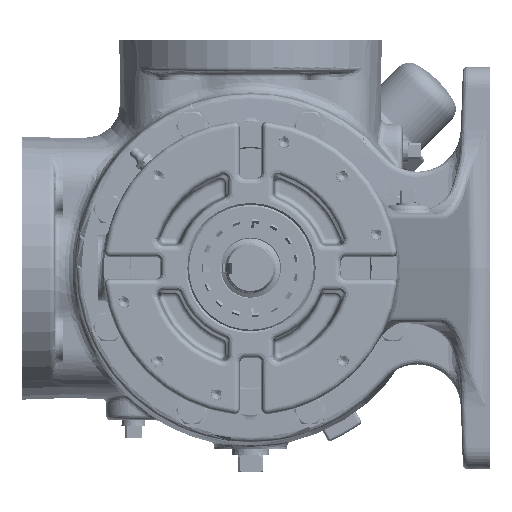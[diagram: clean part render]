
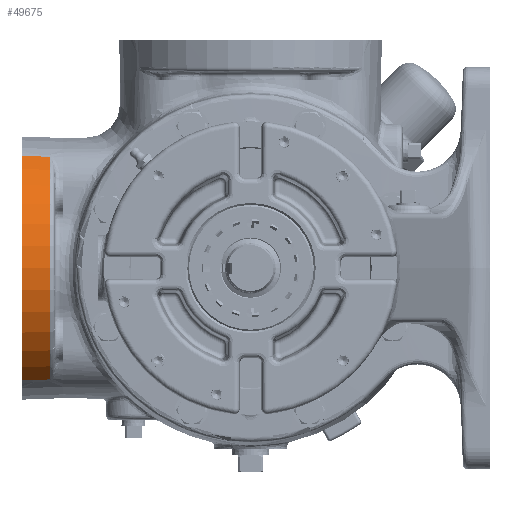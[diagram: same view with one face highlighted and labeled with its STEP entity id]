
A CAD part, left-side view. The second image highlights one B-rep face of the part: STEP entity #49675.
In plain terms, the highlighted conical face has half-angle 2 degrees and reference radius 76.351 mm.
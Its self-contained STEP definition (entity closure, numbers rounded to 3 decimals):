
#8605 = ORIENTED_EDGE ( 'NONE', *, *, #199802, .T. ) ;
#9478 = CARTESIAN_POINT ( 'NONE',  ( 31.653, 127.981, 65.269 ) ) ;
#11403 = AXIS2_PLACEMENT_3D ( 'NONE', #248903, #250414, #228905 ) ;
#13787 = AXIS2_PLACEMENT_3D ( 'NONE', #227533, #153868, #130842 ) ;
#17854 = CARTESIAN_POINT ( 'NONE',  ( 31.542, 133.35, -65.422 ) ) ;
#31436 = CONICAL_SURFACE ( 'NONE', #70673, 76.351, 0.035 ) ;
#32775 = ORIENTED_EDGE ( 'NONE', *, *, #174351, .T. ) ;
#49675 = ADVANCED_FACE ( 'Defeatured_0_4391', ( #112272 ), #31436, .T. ) ;
#58548 = CARTESIAN_POINT ( 'NONE',  ( 31.764, 122.611, 65.117 ) ) ;
#58578 = ORIENTED_EDGE ( 'NONE', *, *, #201607, .T. ) ;
#58674 = VERTEX_POINT ( 'NONE', #87541 ) ;
#60062 = CARTESIAN_POINT ( 'NONE',  ( 31.542, 133.35, 65.422 ) ) ;
#62390 = CARTESIAN_POINT ( 'NONE',  ( 31.653, 127.981, -65.269 ) ) ;
#70673 = AXIS2_PLACEMENT_3D ( 'NONE', #205982, #133779, #296632 ) ;
#83394 = ORIENTED_EDGE ( 'NONE', *, *, #122505, .F. ) ;
#87541 = CARTESIAN_POINT ( 'NONE',  ( 31.875, 117.242, 64.965 ) ) ;
#112272 = FACE_OUTER_BOUND ( 'NONE', #229368, .T. ) ;
#122505 = EDGE_CURVE ( 'NONE', #139036, #203325, #178178, .T. ) ;
#130842 = DIRECTION ( 'NONE',  ( -1., 0., 0. ) ) ;
#133779 = DIRECTION ( 'NONE',  ( 0., 1., 0. ) ) ;
#134538 = CARTESIAN_POINT ( 'NONE',  ( 31.764, 122.611, -65.117 ) ) ;
#136072 = CARTESIAN_POINT ( 'NONE',  ( 31.875, 117.242, -64.965 ) ) ;
#139036 = VERTEX_POINT ( 'NONE', #258485 ) ;
#153868 = DIRECTION ( 'NONE',  ( 0., 1., 0. ) ) ;
#174351 = EDGE_CURVE ( 'NONE', #58674, #203325, #198578, .T. ) ;
#178178 = CIRCLE ( 'NONE', #11403, 76.2 ) ;
#198578 = B_SPLINE_CURVE_WITH_KNOTS ( 'NONE', 3,
 ( #242885, #58548, #9478, #60062 ),
 .UNSPECIFIED., .F., .F.,
 ( 4, 4 ),
 ( 0., 0.016 ),
 .UNSPECIFIED. ) ;
#199802 = EDGE_CURVE ( 'NONE', #139036, #229394, #224529, .T. ) ;
#201607 = EDGE_CURVE ( 'NONE', #229394, #58674, #288483, .T. ) ;
#203325 = VERTEX_POINT ( 'NONE', #251022 ) ;
#205982 = CARTESIAN_POINT ( 'NONE',  ( 70.612, 137.668, 0. ) ) ;
#224529 = B_SPLINE_CURVE_WITH_KNOTS ( 'NONE', 3,
 ( #17854, #62390, #134538, #136072 ),
 .UNSPECIFIED., .F., .F.,
 ( 4, 4 ),
 ( 0.004, 0.02 ),
 .UNSPECIFIED. ) ;
#227533 = CARTESIAN_POINT ( 'NONE',  ( 70.612, 117.242, 0. ) ) ;
#228905 = DIRECTION ( 'NONE',  ( 1., 0., 0. ) ) ;
#229368 = EDGE_LOOP ( 'NONE', ( #83394, #8605, #58578, #32775 ) ) ;
#229394 = VERTEX_POINT ( 'NONE', #269380 ) ;
#242885 = CARTESIAN_POINT ( 'NONE',  ( 31.875, 117.242, 64.965 ) ) ;
#248903 = CARTESIAN_POINT ( 'NONE',  ( 70.612, 133.35, 0. ) ) ;
#250414 = DIRECTION ( 'NONE',  ( 0., 1., 0. ) ) ;
#251022 = CARTESIAN_POINT ( 'NONE',  ( 31.542, 133.35, 65.422 ) ) ;
#258485 = CARTESIAN_POINT ( 'NONE',  ( 31.542, 133.35, -65.422 ) ) ;
#269380 = CARTESIAN_POINT ( 'NONE',  ( 31.875, 117.242, -64.965 ) ) ;
#288483 = CIRCLE ( 'NONE', #13787, 75.637 ) ;
#296632 = DIRECTION ( 'NONE',  ( 1., 0., 0. ) ) ;
